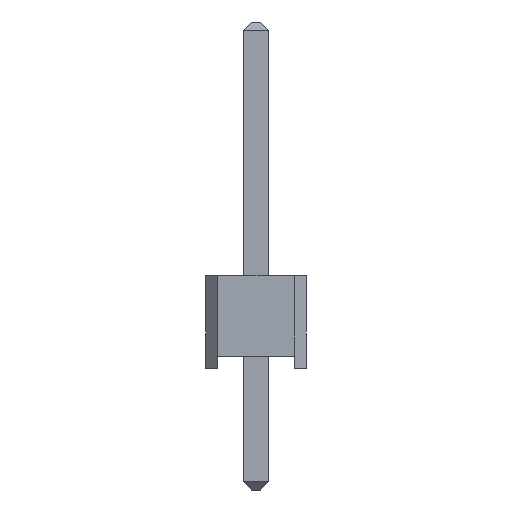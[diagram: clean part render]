
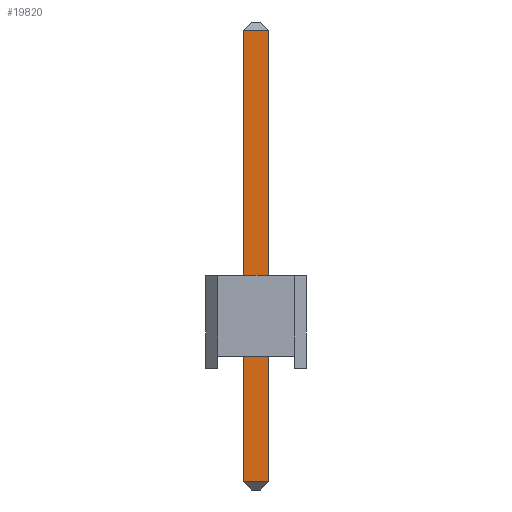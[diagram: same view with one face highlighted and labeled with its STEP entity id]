
A CAD part, left-side view. The second image highlights one B-rep face of the part: STEP entity #19820.
In plain terms, the highlighted planar face has unit normal (-1, 0, 0).
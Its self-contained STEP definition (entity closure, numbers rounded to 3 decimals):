
#19467 = PLANE('',#19468);
#19468 = AXIS2_PLACEMENT_3D('',#19469,#19470,#19471);
#19469 = CARTESIAN_POINT('',(-0.32,0.32,-3.));
#19470 = DIRECTION('',(-0.,1.,0.));
#19471 = DIRECTION('',(0.,0.,1.));
#19492 = VERTEX_POINT('',#19493);
#19493 = CARTESIAN_POINT('',(-0.32,0.32,-2.8));
#19519 = EDGE_CURVE('',#19492,#19520,#19522,.T.);
#19520 = VERTEX_POINT('',#19521);
#19521 = CARTESIAN_POINT('',(-0.32,0.32,8.34));
#19522 = SURFACE_CURVE('',#19523,(#19527,#19534),.PCURVE_S1.);
#19523 = LINE('',#19524,#19525);
#19524 = CARTESIAN_POINT('',(-0.32,0.32,-3.));
#19525 = VECTOR('',#19526,1.);
#19526 = DIRECTION('',(0.,-0.,1.));
#19527 = PCURVE('',#19467,#19528);
#19528 = DEFINITIONAL_REPRESENTATION('',(#19529),#19533);
#19529 = LINE('',#19530,#19531);
#19530 = CARTESIAN_POINT('',(0.,0.));
#19531 = VECTOR('',#19532,1.);
#19532 = DIRECTION('',(1.,0.));
#19533 = ( GEOMETRIC_REPRESENTATION_CONTEXT(2) 
PARAMETRIC_REPRESENTATION_CONTEXT() REPRESENTATION_CONTEXT('2D SPACE',''
  ) );
#19534 = PCURVE('',#19535,#19540);
#19535 = PLANE('',#19536);
#19536 = AXIS2_PLACEMENT_3D('',#19537,#19538,#19539);
#19537 = CARTESIAN_POINT('',(-0.32,-0.32,-3.));
#19538 = DIRECTION('',(-1.,0.,0.));
#19539 = DIRECTION('',(0.,0.,1.));
#19540 = DEFINITIONAL_REPRESENTATION('',(#19541),#19545);
#19541 = LINE('',#19542,#19543);
#19542 = CARTESIAN_POINT('',(0.,0.64));
#19543 = VECTOR('',#19544,1.);
#19544 = DIRECTION('',(1.,0.));
#19545 = ( GEOMETRIC_REPRESENTATION_CONTEXT(2) 
PARAMETRIC_REPRESENTATION_CONTEXT() REPRESENTATION_CONTEXT('2D SPACE',''
  ) );
#19647 = PLANE('',#19648);
#19648 = AXIS2_PLACEMENT_3D('',#19649,#19650,#19651);
#19649 = CARTESIAN_POINT('',(-0.22,-0.32,-2.9));
#19650 = DIRECTION('',(0.707,0.,0.707));
#19651 = DIRECTION('',(0.707,0.,-0.707));
#19680 = PLANE('',#19681);
#19681 = AXIS2_PLACEMENT_3D('',#19682,#19683,#19684);
#19682 = CARTESIAN_POINT('',(0.32,-0.32,-3.));
#19683 = DIRECTION('',(0.,-1.,0.));
#19684 = DIRECTION('',(0.,-0.,-1.));
#19760 = PLANE('',#19761);
#19761 = AXIS2_PLACEMENT_3D('',#19762,#19763,#19764);
#19762 = CARTESIAN_POINT('',(-0.22,-0.32,8.44));
#19763 = DIRECTION('',(-0.707,0.,0.707));
#19764 = DIRECTION('',(0.707,0.,0.707));
#19820 = ADVANCED_FACE('',(#19821),#19535,.T.);
#19821 = FACE_BOUND('',#19822,.T.);
#19822 = EDGE_LOOP('',(#19823,#19824,#19847,#19870));
#19823 = ORIENTED_EDGE('',*,*,#19519,.F.);
#19824 = ORIENTED_EDGE('',*,*,#19825,.T.);
#19825 = EDGE_CURVE('',#19492,#19826,#19828,.T.);
#19826 = VERTEX_POINT('',#19827);
#19827 = CARTESIAN_POINT('',(-0.32,-0.32,-2.8));
#19828 = SURFACE_CURVE('',#19829,(#19833,#19840),.PCURVE_S1.);
#19829 = LINE('',#19830,#19831);
#19830 = CARTESIAN_POINT('',(-0.32,-0.32,-2.8));
#19831 = VECTOR('',#19832,1.);
#19832 = DIRECTION('',(-0.,-1.,0.));
#19833 = PCURVE('',#19535,#19834);
#19834 = DEFINITIONAL_REPRESENTATION('',(#19835),#19839);
#19835 = LINE('',#19836,#19837);
#19836 = CARTESIAN_POINT('',(0.2,0.));
#19837 = VECTOR('',#19838,1.);
#19838 = DIRECTION('',(0.,-1.));
#19839 = ( GEOMETRIC_REPRESENTATION_CONTEXT(2) 
PARAMETRIC_REPRESENTATION_CONTEXT() REPRESENTATION_CONTEXT('2D SPACE',''
  ) );
#19840 = PCURVE('',#19647,#19841);
#19841 = DEFINITIONAL_REPRESENTATION('',(#19842),#19846);
#19842 = LINE('',#19843,#19844);
#19843 = CARTESIAN_POINT('',(-0.141,0.));
#19844 = VECTOR('',#19845,1.);
#19845 = DIRECTION('',(-0.,-1.));
#19846 = ( GEOMETRIC_REPRESENTATION_CONTEXT(2) 
PARAMETRIC_REPRESENTATION_CONTEXT() REPRESENTATION_CONTEXT('2D SPACE',''
  ) );
#19847 = ORIENTED_EDGE('',*,*,#19848,.T.);
#19848 = EDGE_CURVE('',#19826,#19849,#19851,.T.);
#19849 = VERTEX_POINT('',#19850);
#19850 = CARTESIAN_POINT('',(-0.32,-0.32,8.34));
#19851 = SURFACE_CURVE('',#19852,(#19856,#19863),.PCURVE_S1.);
#19852 = LINE('',#19853,#19854);
#19853 = CARTESIAN_POINT('',(-0.32,-0.32,-3.));
#19854 = VECTOR('',#19855,1.);
#19855 = DIRECTION('',(0.,0.,1.));
#19856 = PCURVE('',#19535,#19857);
#19857 = DEFINITIONAL_REPRESENTATION('',(#19858),#19862);
#19858 = LINE('',#19859,#19860);
#19859 = CARTESIAN_POINT('',(0.,0.));
#19860 = VECTOR('',#19861,1.);
#19861 = DIRECTION('',(1.,0.));
#19862 = ( GEOMETRIC_REPRESENTATION_CONTEXT(2) 
PARAMETRIC_REPRESENTATION_CONTEXT() REPRESENTATION_CONTEXT('2D SPACE',''
  ) );
#19863 = PCURVE('',#19680,#19864);
#19864 = DEFINITIONAL_REPRESENTATION('',(#19865),#19869);
#19865 = LINE('',#19866,#19867);
#19866 = CARTESIAN_POINT('',(-0.,-0.64));
#19867 = VECTOR('',#19868,1.);
#19868 = DIRECTION('',(-1.,0.));
#19869 = ( GEOMETRIC_REPRESENTATION_CONTEXT(2) 
PARAMETRIC_REPRESENTATION_CONTEXT() REPRESENTATION_CONTEXT('2D SPACE',''
  ) );
#19870 = ORIENTED_EDGE('',*,*,#19871,.T.);
#19871 = EDGE_CURVE('',#19849,#19520,#19872,.T.);
#19872 = SURFACE_CURVE('',#19873,(#19877,#19884),.PCURVE_S1.);
#19873 = LINE('',#19874,#19875);
#19874 = CARTESIAN_POINT('',(-0.32,-0.32,8.34));
#19875 = VECTOR('',#19876,1.);
#19876 = DIRECTION('',(0.,1.,-0.));
#19877 = PCURVE('',#19535,#19878);
#19878 = DEFINITIONAL_REPRESENTATION('',(#19879),#19883);
#19879 = LINE('',#19880,#19881);
#19880 = CARTESIAN_POINT('',(11.34,0.));
#19881 = VECTOR('',#19882,1.);
#19882 = DIRECTION('',(0.,1.));
#19883 = ( GEOMETRIC_REPRESENTATION_CONTEXT(2) 
PARAMETRIC_REPRESENTATION_CONTEXT() REPRESENTATION_CONTEXT('2D SPACE',''
  ) );
#19884 = PCURVE('',#19760,#19885);
#19885 = DEFINITIONAL_REPRESENTATION('',(#19886),#19890);
#19886 = LINE('',#19887,#19888);
#19887 = CARTESIAN_POINT('',(-0.141,0.));
#19888 = VECTOR('',#19889,1.);
#19889 = DIRECTION('',(0.,1.));
#19890 = ( GEOMETRIC_REPRESENTATION_CONTEXT(2) 
PARAMETRIC_REPRESENTATION_CONTEXT() REPRESENTATION_CONTEXT('2D SPACE',''
  ) );
